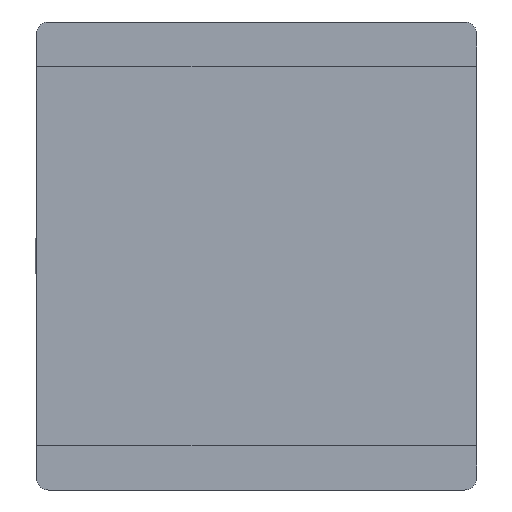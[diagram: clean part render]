
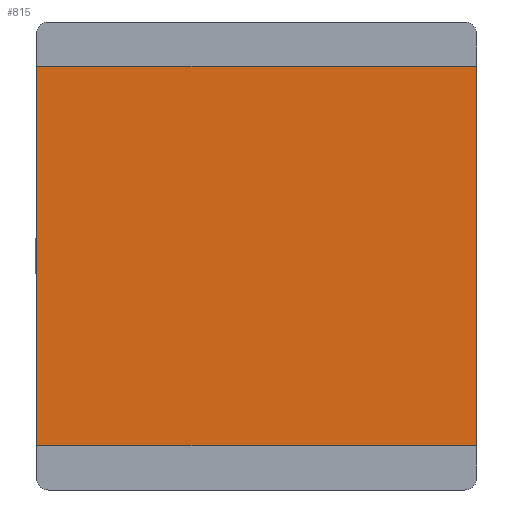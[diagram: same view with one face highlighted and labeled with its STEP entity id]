
A CAD part, front view. The second image highlights one B-rep face of the part: STEP entity #815.
In plain terms, the highlighted planar face has unit normal (0, -1, 0).
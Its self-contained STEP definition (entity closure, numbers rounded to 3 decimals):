
#30=PLANE('',#886);
#65=FACE_OUTER_BOUND('',#114,.T.);
#114=EDGE_LOOP('',(#571,#572,#573,#574));
#166=LINE('',#1212,#253);
#167=LINE('',#1215,#254);
#168=LINE('',#1217,#255);
#169=LINE('',#1218,#256);
#253=VECTOR('',#973,10.);
#254=VECTOR('',#976,10.);
#255=VECTOR('',#977,10.);
#256=VECTOR('',#978,10.);
#367=VERTEX_POINT('',#1206);
#369=VERTEX_POINT('',#1210);
#370=VERTEX_POINT('',#1214);
#371=VERTEX_POINT('',#1216);
#448=EDGE_CURVE('',#369,#367,#166,.T.);
#449=EDGE_CURVE('',#367,#370,#167,.T.);
#450=EDGE_CURVE('',#371,#369,#168,.T.);
#451=EDGE_CURVE('',#371,#370,#169,.T.);
#571=ORIENTED_EDGE('',*,*,#449,.F.);
#572=ORIENTED_EDGE('',*,*,#448,.F.);
#573=ORIENTED_EDGE('',*,*,#450,.F.);
#574=ORIENTED_EDGE('',*,*,#451,.T.);
#815=ADVANCED_FACE('',(#65),#30,.F.);
#886=AXIS2_PLACEMENT_3D('',#1213,#974,#975);
#973=DIRECTION('',(1.,0.,0.));
#974=DIRECTION('center_axis',(0.,1.,0.));
#975=DIRECTION('ref_axis',(0.,0.,1.));
#976=DIRECTION('',(0.,0.,-1.));
#977=DIRECTION('',(0.,0.,1.));
#978=DIRECTION('',(1.,0.,0.));
#1206=CARTESIAN_POINT('',(9.4,1.,8.1));
#1210=CARTESIAN_POINT('',(-9.4,1.,8.1));
#1212=CARTESIAN_POINT('',(-9.4,1.,8.1));
#1213=CARTESIAN_POINT('Origin',(-9.4,1.,-8.1));
#1214=CARTESIAN_POINT('',(9.4,1.,-8.1));
#1215=CARTESIAN_POINT('',(9.4,1.,0.95));
#1216=CARTESIAN_POINT('',(-9.4,1.,-8.1));
#1217=CARTESIAN_POINT('',(-9.4,1.,-9.05));
#1218=CARTESIAN_POINT('',(-9.4,1.,-8.1));
